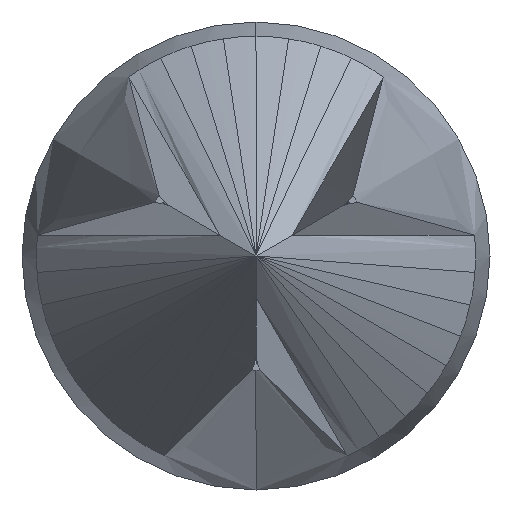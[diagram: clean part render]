
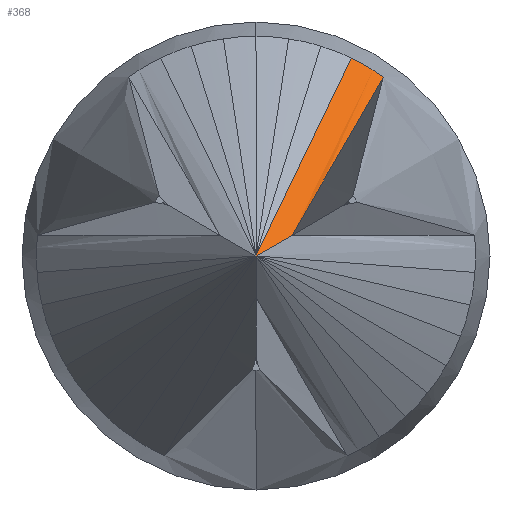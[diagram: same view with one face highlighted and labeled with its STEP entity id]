
A CAD part, left-side view. The second image highlights one B-rep face of the part: STEP entity #368.
In plain terms, the highlighted cylindrical face has radius 9.525 mm (diameter 19.05 mm), a partial arc.
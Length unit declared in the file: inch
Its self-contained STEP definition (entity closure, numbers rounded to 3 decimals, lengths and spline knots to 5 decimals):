
#124 = EDGE_CURVE ( 'NONE', #2117, #1032, #1808, .T. ) ;
#167 = EDGE_CURVE ( 'NONE', #1115, #1032, #1540, .T. ) ;
#185 = CARTESIAN_POINT ( 'NONE',  ( -0.26095, -0.01025, 0.01853 ) ) ;
#191 = EDGE_CURVE ( 'NONE', #779, #1115, #1496, .T. ) ;
#200 = CARTESIAN_POINT ( 'NONE',  ( -0.28159, -0.00346, 0.002 ) ) ;
#334 = CARTESIAN_POINT ( 'NONE',  ( -0.26097, -0.01128, 0.01791 ) ) ;
#353 = CARTESIAN_POINT ( 'NONE',  ( -0.286, 0., 0. ) ) ;
#368 = ADVANCED_FACE ( 'NONE', ( #2834 ), #2009, .F. ) ;
#487 = CARTESIAN_POINT ( 'NONE',  ( -0.26109, -0.00916, 0.01901 ) ) ;
#570 = CARTESIAN_POINT ( 'NONE',  ( -0.26908, -0.00595, 0.01235 ) ) ;
#578 = ORIENTED_EDGE ( 'NONE', *, *, #124, .T. ) ;
#591 = CARTESIAN_POINT ( 'NONE',  ( -0.27739, -0.00289, 0.00601 ) ) ;
#597 = CARTESIAN_POINT ( 'NONE',  ( -0.286, 0., 0. ) ) ;
#693 = EDGE_CURVE ( 'NONE', #2117, #779, #1033, .T. ) ;
#718 = CARTESIAN_POINT ( 'NONE',  ( -0.28159, -0.00346, 0.002 ) ) ;
#723 = CARTESIAN_POINT ( 'NONE',  ( -0.28305, -0.0023, 0.00133 ) ) ;
#735 = CARTESIAN_POINT ( 'NONE',  ( -0.28452, -0.00114, 0.00066 ) ) ;
#739 = CARTESIAN_POINT ( 'NONE',  ( -0.286, 0., 0. ) ) ;
#779 = VERTEX_POINT ( 'NONE', #2985 ) ;
#797 = CARTESIAN_POINT ( 'NONE',  ( -0.51531, -0.15009, 0.25596 ) ) ;
#806 = CARTESIAN_POINT ( 'NONE',  ( -0.26109, -0.00916, 0.01901 ) ) ;
#813 = DIRECTION ( 'NONE',  ( 0., 0.866, 0.5 ) ) ;
#819 = DIRECTION ( 'NONE',  ( 0., -0.5, 0.866 ) ) ;
#871 = ORIENTED_EDGE ( 'NONE', *, *, #167, .F. ) ;
#907 = CARTESIAN_POINT ( 'NONE',  ( -0.26114, -0.01223, 0.01718 ) ) ;
#1032 = VERTEX_POINT ( 'NONE', #353 ) ;
#1033 = B_SPLINE_CURVE_WITH_KNOTS ( 'NONE', 3,
 ( #806, #185, #334, #907 ),
 .UNSPECIFIED., .F., .F.,
 ( 4, 4 ),
 ( 0.00152, 0.00161 ),
 .UNSPECIFIED. ) ;
#1069 = ORIENTED_EDGE ( 'NONE', *, *, #191, .F. ) ;
#1115 = VERTEX_POINT ( 'NONE', #200 ) ;
#1120 = CARTESIAN_POINT ( 'NONE',  ( -0.51531, -0.14836, 0.25696 ) ) ;
#1267 = DIRECTION ( 'NONE',  ( 0., 0.866, 0.5 ) ) ;
#1443 = DIRECTION ( 'NONE',  ( 0., -0.5, 0.866 ) ) ;
#1496 = CIRCLE ( 'NONE', #2083, 0.375 ) ;
#1540 =( BOUNDED_CURVE ( )  B_SPLINE_CURVE ( 3, ( #718, #723, #735, #739 ),
 .UNSPECIFIED., .F., .F. ) 
 B_SPLINE_CURVE_WITH_KNOTS ( ( 4, 4 ),
 ( 2.46867, 2.48363 ),
 .UNSPECIFIED. ) 
 CURVE ( )  GEOMETRIC_REPRESENTATION_ITEM ( )  RATIONAL_B_SPLINE_CURVE ( ( 1., 1., 1., 1. ) ) 
 REPRESENTATION_ITEM ( '' )  );
#1808 =( BOUNDED_CURVE ( )  B_SPLINE_CURVE ( 3, ( #487, #570, #591, #597 ),
 .UNSPECIFIED., .F., .T. ) 
 B_SPLINE_CURVE_WITH_KNOTS ( ( 4, 4 ),
 ( 2.39664, 2.48363 ),
 .UNSPECIFIED. ) 
 CURVE ( )  GEOMETRIC_REPRESENTATION_ITEM ( )  RATIONAL_B_SPLINE_CURVE ( ( 1., 0.999, 0.999, 1. ) ) 
 REPRESENTATION_ITEM ( '' )  );
#1832 = AXIS2_PLACEMENT_3D ( 'NONE', #1120, #1267, #1443 ) ;
#1945 = CARTESIAN_POINT ( 'NONE',  ( -0.26109, -0.00916, 0.01901 ) ) ;
#2009 = CYLINDRICAL_SURFACE ( 'NONE', #1832, 0.375 ) ;
#2083 = AXIS2_PLACEMENT_3D ( 'NONE', #797, #813, #819 ) ;
#2117 = VERTEX_POINT ( 'NONE', #1945 ) ;
#2406 = ORIENTED_EDGE ( 'NONE', *, *, #693, .F. ) ;
#2765 = EDGE_LOOP ( 'NONE', ( #2406, #578, #871, #1069 ) ) ;
#2834 = FACE_OUTER_BOUND ( 'NONE', #2765, .T. ) ;
#2985 = CARTESIAN_POINT ( 'NONE',  ( -0.26114, -0.01223, 0.01718 ) ) ;
